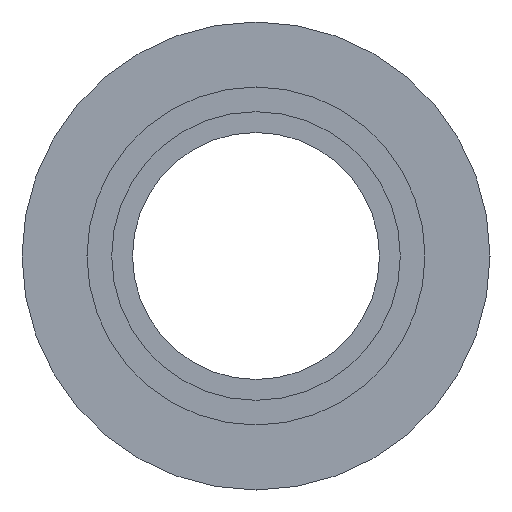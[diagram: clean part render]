
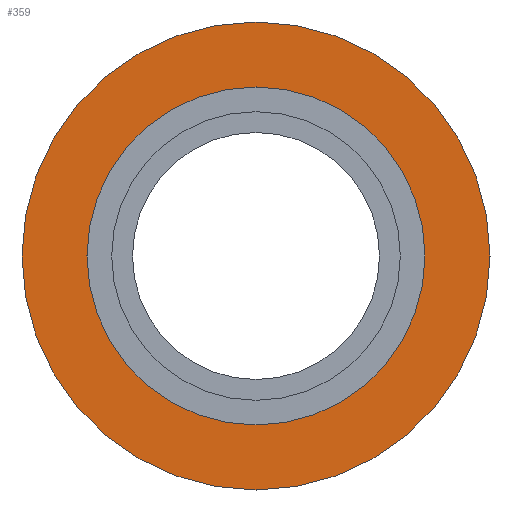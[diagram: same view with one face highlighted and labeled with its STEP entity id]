
A CAD part, front view. The second image highlights one B-rep face of the part: STEP entity #359.
In plain terms, the highlighted planar face has unit normal (0, -1, 0).
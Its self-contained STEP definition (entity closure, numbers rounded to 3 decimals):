
#20 = EDGE_CURVE ( 'NONE', #94, #595, #340, .T. ) ;
#39 = VERTEX_POINT ( 'NONE', #365 ) ;
#45 = CIRCLE ( 'NONE', #83, 18. ) ;
#75 = AXIS2_PLACEMENT_3D ( 'NONE', #389, #682, #223 ) ;
#83 = AXIS2_PLACEMENT_3D ( 'NONE', #210, #503, #607 ) ;
#84 = VERTEX_POINT ( 'NONE', #313 ) ;
#94 = VERTEX_POINT ( 'NONE', #372 ) ;
#103 = CIRCLE ( 'NONE', #75, 18. ) ;
#115 = CARTESIAN_POINT ( 'NONE',  ( -18., 5., 0. ) ) ;
#119 = DIRECTION ( 'NONE',  ( 0., 0., 1. ) ) ;
#136 = EDGE_CURVE ( 'NONE', #84, #39, #45, .T. ) ;
#165 = FACE_OUTER_BOUND ( 'NONE', #460, .T. ) ;
#173 = DIRECTION ( 'NONE',  ( 0., 1., 0. ) ) ;
#189 = EDGE_CURVE ( 'NONE', #39, #84, #103, .T. ) ;
#195 = CARTESIAN_POINT ( 'NONE',  ( 0., 5., 13. ) ) ;
#210 = CARTESIAN_POINT ( 'NONE',  ( 0., 5., 0. ) ) ;
#223 = DIRECTION ( 'NONE',  ( 0., 0., -1. ) ) ;
#225 = PLANE ( 'NONE',  #699 ) ;
#288 = ORIENTED_EDGE ( 'NONE', *, *, #402, .F. ) ;
#313 = CARTESIAN_POINT ( 'NONE',  ( 0., 5., 18. ) ) ;
#340 = CIRCLE ( 'NONE', #673, 13. ) ;
#353 = DIRECTION ( 'NONE',  ( 0., 0., -1. ) ) ;
#359 = ADVANCED_FACE ( 'NONE', ( #467, #165 ), #225, .F. ) ;
#365 = CARTESIAN_POINT ( 'NONE',  ( 0., 5., -18. ) ) ;
#372 = CARTESIAN_POINT ( 'NONE',  ( 0., 5., -13. ) ) ;
#389 = CARTESIAN_POINT ( 'NONE',  ( 0., 5., 0. ) ) ;
#402 = EDGE_CURVE ( 'NONE', #595, #94, #653, .T. ) ;
#407 = CARTESIAN_POINT ( 'NONE',  ( 0., 5., 0. ) ) ;
#460 = EDGE_LOOP ( 'NONE', ( #533, #746 ) ) ;
#467 = FACE_BOUND ( 'NONE', #569, .T. ) ;
#477 = ORIENTED_EDGE ( 'NONE', *, *, #20, .F. ) ;
#503 = DIRECTION ( 'NONE',  ( 0., -1., 0. ) ) ;
#509 = AXIS2_PLACEMENT_3D ( 'NONE', #407, #694, #353 ) ;
#533 = ORIENTED_EDGE ( 'NONE', *, *, #189, .T. ) ;
#538 = CARTESIAN_POINT ( 'NONE',  ( 0., 5., 0. ) ) ;
#569 = EDGE_LOOP ( 'NONE', ( #477, #288 ) ) ;
#595 = VERTEX_POINT ( 'NONE', #195 ) ;
#607 = DIRECTION ( 'NONE',  ( 0., 0., -1. ) ) ;
#653 = CIRCLE ( 'NONE', #509, 13. ) ;
#673 = AXIS2_PLACEMENT_3D ( 'NONE', #538, #722, #717 ) ;
#682 = DIRECTION ( 'NONE',  ( 0., -1., 0. ) ) ;
#694 = DIRECTION ( 'NONE',  ( 0., -1., 0. ) ) ;
#699 = AXIS2_PLACEMENT_3D ( 'NONE', #115, #173, #119 ) ;
#717 = DIRECTION ( 'NONE',  ( 0., 0., -1. ) ) ;
#722 = DIRECTION ( 'NONE',  ( 0., -1., 0. ) ) ;
#746 = ORIENTED_EDGE ( 'NONE', *, *, #136, .T. ) ;
